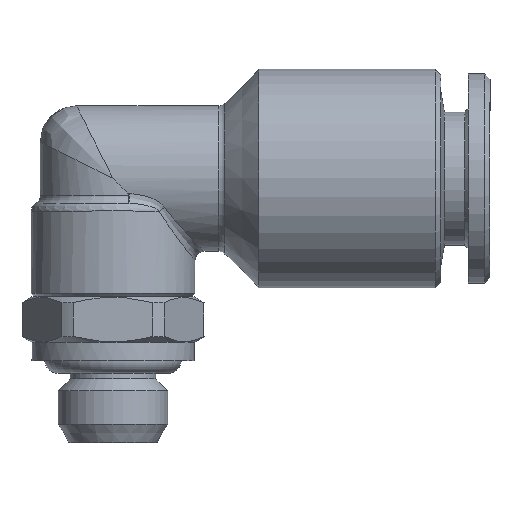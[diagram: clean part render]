
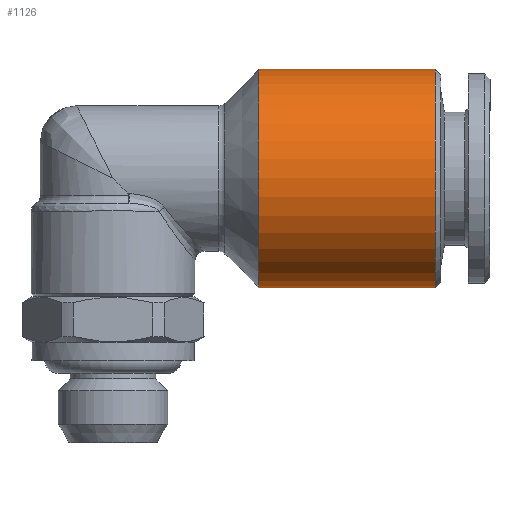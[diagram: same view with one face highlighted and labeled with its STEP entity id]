
A CAD part, top view. The second image highlights one B-rep face of the part: STEP entity #1126.
In plain terms, the highlighted cylindrical face has radius 6 mm (diameter 12 mm), a full revolution.
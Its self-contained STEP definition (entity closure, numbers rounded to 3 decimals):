
#52=CYLINDRICAL_SURFACE('',#1225,6.);
#271=ORIENTED_EDGE('',*,*,#371,.T.);
#272=ORIENTED_EDGE('',*,*,#380,.T.);
#371=EDGE_CURVE('',#445,#445,#492,.T.);
#380=EDGE_CURVE('',#449,#449,#499,.T.);
#445=VERTEX_POINT('',#2114);
#449=VERTEX_POINT('',#2134);
#492=CIRCLE('',#1210,6.);
#499=CIRCLE('',#1226,6.);
#570=EDGE_LOOP('',(#271));
#571=EDGE_LOOP('',(#272));
#658=FACE_BOUND('',#570,.T.);
#659=FACE_BOUND('',#571,.T.);
#1126=ADVANCED_FACE('',(#658,#659),#52,.T.);
#1210=AXIS2_PLACEMENT_3D('',#2113,#1392,#1393);
#1225=AXIS2_PLACEMENT_3D('',#2132,#1422,#1423);
#1226=AXIS2_PLACEMENT_3D('',#2133,#1424,#1425);
#1392=DIRECTION('',(1.,0.,0.));
#1393=DIRECTION('',(0.,0.,-1.));
#1422=DIRECTION('',(-1.,0.,0.));
#1423=DIRECTION('',(0.,0.,1.));
#1424=DIRECTION('',(-1.,0.,0.));
#1425=DIRECTION('',(0.,0.,1.));
#2113=CARTESIAN_POINT('',(8.,0.,0.));
#2114=CARTESIAN_POINT('',(8.,0.,-6.));
#2132=CARTESIAN_POINT('',(0.,0.,0.));
#2133=CARTESIAN_POINT('',(17.7,0.,0.));
#2134=CARTESIAN_POINT('',(17.7,0.,6.));
